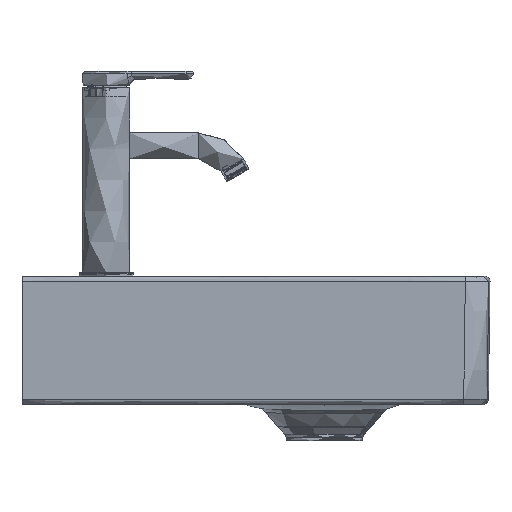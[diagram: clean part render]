
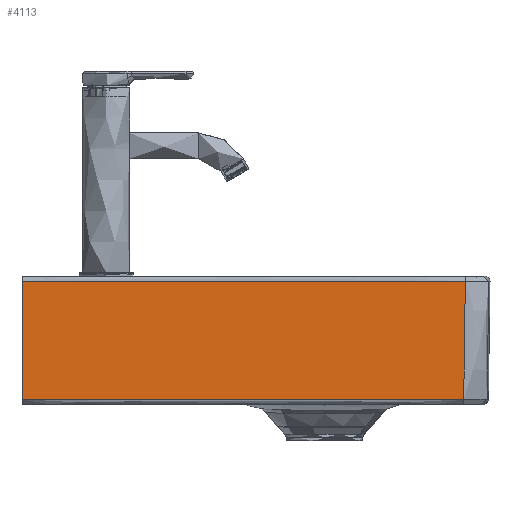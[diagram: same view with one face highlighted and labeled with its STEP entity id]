
A CAD part, left-side view. The second image highlights one B-rep face of the part: STEP entity #4113.
In plain terms, the highlighted planar face has unit normal (-1, 0, -0.014).
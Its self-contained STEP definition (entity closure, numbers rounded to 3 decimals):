
#1474=B_SPLINE_CURVE_WITH_KNOTS('',1,(#93562,#93563),.UNSPECIFIED.,.F.,
 .F.,(2,2),(0.,377.481),.UNSPECIFIED.);
#1475=B_SPLINE_CURVE_WITH_KNOTS('',5,(#93564,#93565,#93566,#93567,#93568,
#93569),.UNSPECIFIED.,.F.,.F.,(6,6),(-179.735,-37.284),
 .UNSPECIFIED.);
#1476=B_SPLINE_CURVE_WITH_KNOTS('',1,(#93570,#93571),.UNSPECIFIED.,.F.,
 .F.,(2,2),(0.,378.842),.UNSPECIFIED.);
#1477=B_SPLINE_CURVE_WITH_KNOTS('',1,(#93572,#93573),.UNSPECIFIED.,.F.,
 .F.,(2,2),(-100.719,0.),.UNSPECIFIED.);
#1927=PLANE('',#18345);
#4113=ADVANCED_FACE('',(#4987),#1927,.T.);
#4987=FACE_OUTER_BOUND('',#5903,.T.);
#5903=EDGE_LOOP('',(#9320,#9321,#9322,#9323));
#9320=ORIENTED_EDGE('',*,*,#12866,.T.);
#9321=ORIENTED_EDGE('',*,*,#12867,.F.);
#9322=ORIENTED_EDGE('',*,*,#12868,.F.);
#9323=ORIENTED_EDGE('',*,*,#12865,.F.);
#12865=EDGE_CURVE('',#17446,#17449,#1474,.T.);
#12866=EDGE_CURVE('',#17446,#17448,#1475,.T.);
#12867=EDGE_CURVE('',#17450,#17448,#1476,.T.);
#12868=EDGE_CURVE('',#17449,#17450,#1477,.T.);
#17446=VERTEX_POINT('',#90678);
#17448=VERTEX_POINT('',#90680);
#17449=VERTEX_POINT('',#90681);
#17450=VERTEX_POINT('',#90682);
#18345=AXIS2_PLACEMENT_3D('',#64406,#18504,$);
#18504=DIRECTION('',(-1.,0.,-0.014));
#64406=CARTESIAN_POINT('',(-251.272,-216.815,-11.256));
#90678=CARTESIAN_POINT('',(-249.76,-177.511,-122.098));
#90680=CARTESIAN_POINT('',(-251.133,-178.871,-21.388));
#90681=CARTESIAN_POINT('',(-249.76,199.97,-122.098));
#90682=CARTESIAN_POINT('',(-251.133,199.97,-21.388));
#93562=CARTESIAN_POINT('',(-249.76,-177.511,-122.098));
#93563=CARTESIAN_POINT('',(-249.76,199.97,-122.098));
#93564=CARTESIAN_POINT('',(-249.76,-177.511,-122.098));
#93565=CARTESIAN_POINT('',(-250.035,-177.783,-101.956));
#93566=CARTESIAN_POINT('',(-250.309,-178.055,-81.814));
#93567=CARTESIAN_POINT('',(-250.584,-178.327,-61.672));
#93568=CARTESIAN_POINT('',(-250.859,-178.599,-41.53));
#93569=CARTESIAN_POINT('',(-251.133,-178.871,-21.388));
#93570=CARTESIAN_POINT('',(-251.133,199.97,-21.388));
#93571=CARTESIAN_POINT('',(-251.133,-178.871,-21.388));
#93572=CARTESIAN_POINT('',(-249.76,199.97,-122.098));
#93573=CARTESIAN_POINT('',(-251.133,199.97,-21.388));
